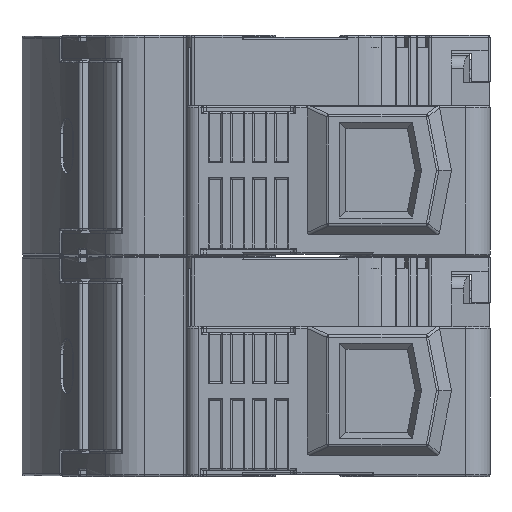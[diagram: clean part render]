
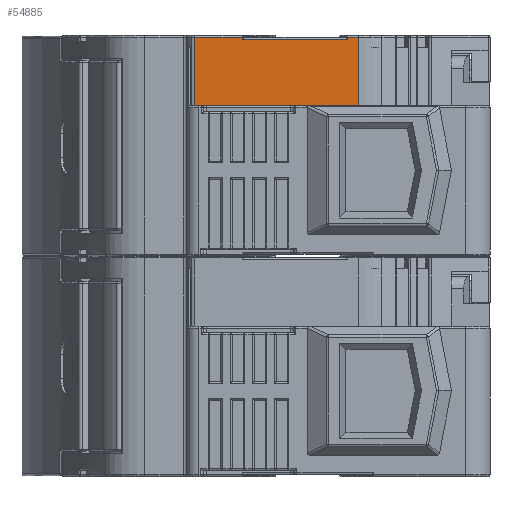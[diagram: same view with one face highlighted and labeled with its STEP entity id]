
A CAD part, left-side view. The second image highlights one B-rep face of the part: STEP entity #54885.
In plain terms, the highlighted planar face has unit normal (-1, 0, 0).
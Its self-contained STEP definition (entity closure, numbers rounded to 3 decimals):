
#660 = DIRECTION ( 'NONE',  ( 0., 0., 1. ) ) ;
#800 = EDGE_CURVE ( 'NONE', #50001, #5153, #44036, .T. ) ;
#5153 = VERTEX_POINT ( 'NONE', #12507 ) ;
#5175 = VERTEX_POINT ( 'NONE', #26829 ) ;
#6718 = VERTEX_POINT ( 'NONE', #59111 ) ;
#7097 = EDGE_LOOP ( 'NONE', ( #102802, #63394, #66784, #36534, #7620, #18744, #52802, #41656 ) ) ;
#7422 = VECTOR ( 'NONE', #24360, 1000. ) ;
#7620 = ORIENTED_EDGE ( 'NONE', *, *, #9517, .F. ) ;
#8658 = DIRECTION ( 'NONE',  ( 0., 1., 0. ) ) ;
#9517 = EDGE_CURVE ( 'NONE', #101618, #81437, #58436, .T. ) ;
#10653 = DIRECTION ( 'NONE',  ( 0., 1., 0. ) ) ;
#10869 = CARTESIAN_POINT ( 'NONE',  ( -39.2, 16.947, 35.7 ) ) ;
#12507 = CARTESIAN_POINT ( 'NONE',  ( -39.2, 41.93, 24.5 ) ) ;
#13626 = DIRECTION ( 'NONE',  ( 0., 0., -1. ) ) ;
#16583 = LINE ( 'NONE', #55342, #52440 ) ;
#18744 = ORIENTED_EDGE ( 'NONE', *, *, #29100, .T. ) ;
#20164 = CARTESIAN_POINT ( 'NONE',  ( -39.2, 15.217, 24.5 ) ) ;
#22876 = DIRECTION ( 'NONE',  ( 0., 0., 1. ) ) ;
#24360 = DIRECTION ( 'NONE',  ( 0., -1., 0. ) ) ;
#26829 = CARTESIAN_POINT ( 'NONE',  ( -39.2, 41.93, 35.7 ) ) ;
#27742 = CARTESIAN_POINT ( 'NONE',  ( -39.2, 15.217, 35.7 ) ) ;
#28620 = CARTESIAN_POINT ( 'NONE',  ( -39.2, 34.1, 35.4 ) ) ;
#29100 = EDGE_CURVE ( 'NONE', #101618, #6718, #54469, .T. ) ;
#30939 = FACE_OUTER_BOUND ( 'NONE', #7097, .T. ) ;
#33561 = CARTESIAN_POINT ( 'NONE',  ( -39.2, 13.2, 36. ) ) ;
#36534 = ORIENTED_EDGE ( 'NONE', *, *, #69749, .T. ) ;
#38020 = CARTESIAN_POINT ( 'NONE',  ( -39.2, 16.947, 35.7 ) ) ;
#39397 = LINE ( 'NONE', #48948, #62337 ) ;
#41656 = ORIENTED_EDGE ( 'NONE', *, *, #55183, .T. ) ;
#42589 = VECTOR ( 'NONE', #10653, 1000. ) ;
#44036 = LINE ( 'NONE', #20164, #42589 ) ;
#48470 = DIRECTION ( 'NONE',  ( 1., 0., 0. ) ) ;
#48948 = CARTESIAN_POINT ( 'NONE',  ( -39.2, 16.947, 35.4 ) ) ;
#50001 = VERTEX_POINT ( 'NONE', #66367 ) ;
#51214 = VERTEX_POINT ( 'NONE', #28620 ) ;
#52287 = EDGE_CURVE ( 'NONE', #6718, #51214, #39397, .T. ) ;
#52440 = VECTOR ( 'NONE', #660, 1000. ) ;
#52802 = ORIENTED_EDGE ( 'NONE', *, *, #52287, .T. ) ;
#54469 = LINE ( 'NONE', #38020, #73333 ) ;
#54885 = ADVANCED_FACE ( 'NONE', ( #30939 ), #56964, .F. ) ;
#55183 = EDGE_CURVE ( 'NONE', #51214, #98322, #102020, .T. ) ;
#55342 = CARTESIAN_POINT ( 'NONE',  ( -39.2, 15.217, 24.5 ) ) ;
#56024 = VECTOR ( 'NONE', #22876, 1000. ) ;
#56964 = PLANE ( 'NONE',  #81432 ) ;
#57527 = EDGE_CURVE ( 'NONE', #5175, #5153, #67176, .T. ) ;
#58436 = LINE ( 'NONE', #98273, #98489 ) ;
#59111 = CARTESIAN_POINT ( 'NONE',  ( -39.2, 16.947, 35.4 ) ) ;
#62337 = VECTOR ( 'NONE', #63305, 1000. ) ;
#62863 = EDGE_CURVE ( 'NONE', #5175, #98322, #63654, .T. ) ;
#63226 = CARTESIAN_POINT ( 'NONE',  ( -39.2, 34.1, 35.4 ) ) ;
#63305 = DIRECTION ( 'NONE',  ( 0., 1., 0. ) ) ;
#63394 = ORIENTED_EDGE ( 'NONE', *, *, #57527, .T. ) ;
#63654 = LINE ( 'NONE', #65243, #7422 ) ;
#65243 = CARTESIAN_POINT ( 'NONE',  ( -39.2, 41.93, 35.7 ) ) ;
#66367 = CARTESIAN_POINT ( 'NONE',  ( -39.2, 15.217, 24.5 ) ) ;
#66784 = ORIENTED_EDGE ( 'NONE', *, *, #800, .F. ) ;
#66917 = DIRECTION ( 'NONE',  ( 0., -1., 0. ) ) ;
#67176 = LINE ( 'NONE', #90573, #75056 ) ;
#69749 = EDGE_CURVE ( 'NONE', #50001, #81437, #16583, .T. ) ;
#73333 = VECTOR ( 'NONE', #13626, 1000. ) ;
#75056 = VECTOR ( 'NONE', #99053, 1000. ) ;
#81432 = AXIS2_PLACEMENT_3D ( 'NONE', #33561, #48470, #8658 ) ;
#81437 = VERTEX_POINT ( 'NONE', #27742 ) ;
#90573 = CARTESIAN_POINT ( 'NONE',  ( -39.2, 41.93, 35.7 ) ) ;
#91258 = CARTESIAN_POINT ( 'NONE',  ( -39.2, 34.1, 35.7 ) ) ;
#98273 = CARTESIAN_POINT ( 'NONE',  ( -39.2, 16.947, 35.7 ) ) ;
#98322 = VERTEX_POINT ( 'NONE', #91258 ) ;
#98489 = VECTOR ( 'NONE', #66917, 1000. ) ;
#99053 = DIRECTION ( 'NONE',  ( 0., 0., -1. ) ) ;
#101618 = VERTEX_POINT ( 'NONE', #10869 ) ;
#102020 = LINE ( 'NONE', #63226, #56024 ) ;
#102802 = ORIENTED_EDGE ( 'NONE', *, *, #62863, .F. ) ;
